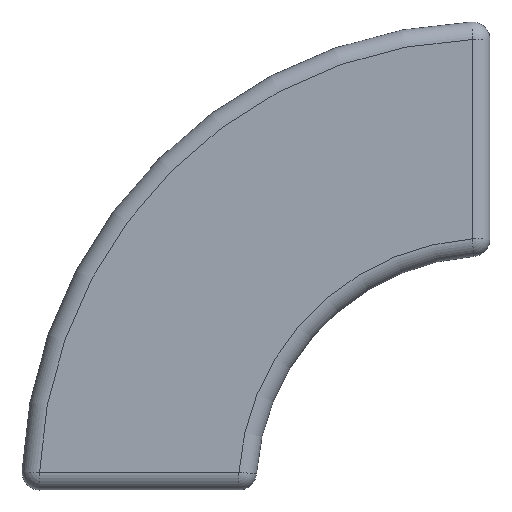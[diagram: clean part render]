
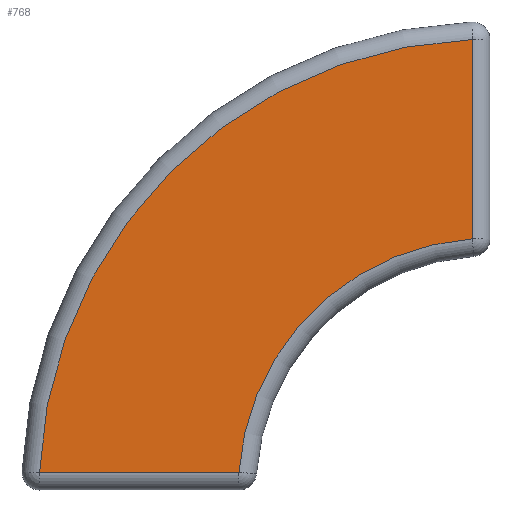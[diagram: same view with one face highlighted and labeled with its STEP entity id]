
A CAD part, top view. The second image highlights one B-rep face of the part: STEP entity #768.
In plain terms, the highlighted planar face has unit normal (0, 0, 1).
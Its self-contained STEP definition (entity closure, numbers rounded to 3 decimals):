
#414=CIRCLE('',#738,77.);
#415=CIRCLE('',#739,43.);
#468=ORIENTED_EDGE('',*,*,#569,.T.);
#469=ORIENTED_EDGE('',*,*,#570,.T.);
#470=ORIENTED_EDGE('',*,*,#571,.T.);
#471=ORIENTED_EDGE('',*,*,#567,.T.);
#505=VECTOR('',#675,1.);
#506=VECTOR('',#682,1.);
#519=LINE('',#833,#505);
#520=LINE('',#839,#506);
#537=VERTEX_POINT('',#828);
#538=VERTEX_POINT('',#832);
#539=VERTEX_POINT('',#836);
#540=VERTEX_POINT('',#838);
#567=EDGE_CURVE('',#538,#537,#519,.T.);
#569=EDGE_CURVE('',#537,#539,#414,.T.);
#570=EDGE_CURVE('',#539,#540,#520,.T.);
#571=EDGE_CURVE('',#540,#538,#415,.T.);
#588=EDGE_LOOP('',(#468,#469,#470,#471));
#606=FACE_BOUND('',#588,.T.);
#675=DIRECTION('',(0.,34.046,0.));
#678=DIRECTION('',(0.,0.,1.));
#679=DIRECTION('',(0.,-1.,0.));
#680=DIRECTION('',(0.,0.,1.));
#681=DIRECTION('',(-54.447,54.447,0.));
#682=DIRECTION('',(34.046,0.,0.));
#683=DIRECTION('',(0.,0.,-1.));
#684=DIRECTION('',(-42.895,3.,0.));
#737=AXIS2_PLACEMENT_3D('',#835,#678,#679);
#738=AXIS2_PLACEMENT_3D('',#837,#680,#681);
#739=AXIS2_PLACEMENT_3D('',#840,#683,#684);
#756=PLANE('',#737);
#768=ADVANCED_FACE('',(#606),#756,.T.);
#828=CARTESIAN_POINT('',(77.03,76.886,4.));
#832=CARTESIAN_POINT('',(77.03,42.84,4.));
#833=CARTESIAN_POINT('',(77.03,42.84,4.));
#835=CARTESIAN_POINT('',(0.,0.,4.));
#836=CARTESIAN_POINT('',(3.088,2.945,4.));
#837=CARTESIAN_POINT('',(80.03,-0.055,4.));
#838=CARTESIAN_POINT('',(37.135,2.945,4.));
#839=CARTESIAN_POINT('',(3.088,2.945,4.));
#840=CARTESIAN_POINT('',(80.03,-0.055,4.));
